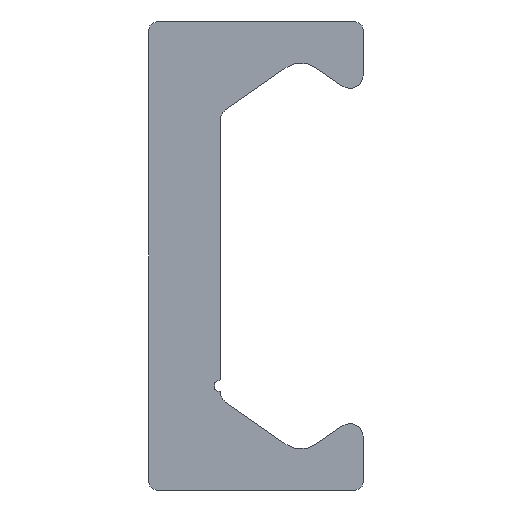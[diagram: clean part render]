
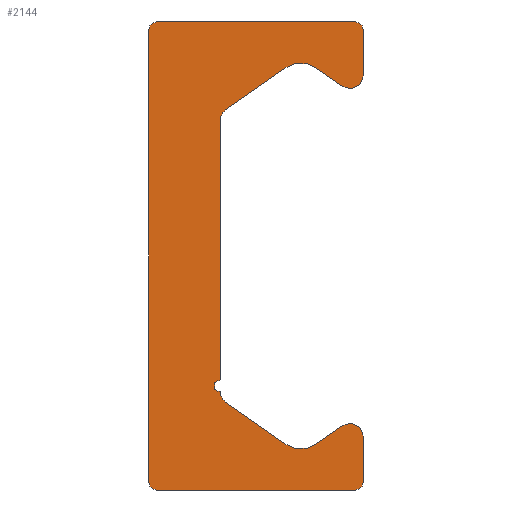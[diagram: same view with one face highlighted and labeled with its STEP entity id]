
A CAD part, left-side view. The second image highlights one B-rep face of the part: STEP entity #2144.
In plain terms, the highlighted planar face has unit normal (-1, 0, 0).
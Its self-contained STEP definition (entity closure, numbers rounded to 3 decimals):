
#1171=CARTESIAN_POINT('',(0.0,1.375,5.214));
#1172=VERTEX_POINT('',#1171);
#1179=CARTESIAN_POINT('',(0.0,1.375,-4.75));
#1180=VERTEX_POINT('',#1179);
#1181=CARTESIAN_POINT('',(0.0,1.375,5.214));
#1182=DIRECTION('',(0.0,0.0,-1.0));
#1183=VECTOR('',#1182,9.964);
#1184=LINE('',#1181,#1183);
#1185=EDGE_CURVE('',#1172,#1180,#1184,.T.);
#1399=CARTESIAN_POINT('',(0.0,3.825,-9.));
#1400=VERTEX_POINT('',#1399);
#1407=CARTESIAN_POINT('',(0.0,4.125,-8.7));
#1408=VERTEX_POINT('',#1407);
#1409=CARTESIAN_POINT('',(0.0,3.825,-8.7));
#1410=DIRECTION('',(1.0,0.0,0.0));
#1411=DIRECTION('',(0.0,0.0,-1.0));
#1412=AXIS2_PLACEMENT_3D('',#1409,#1410,#1411);
#1413=CIRCLE('',#1412,0.3);
#1414=EDGE_CURVE('',#1400,#1408,#1413,.T.);
#1438=CARTESIAN_POINT('',(0.0,-3.825,-9.));
#1439=VERTEX_POINT('',#1438);
#1446=CARTESIAN_POINT('',(0.0,-3.825,-9.));
#1447=DIRECTION('',(0.0,1.0,0.0));
#1448=VECTOR('',#1447,7.65);
#1449=LINE('',#1446,#1448);
#1450=EDGE_CURVE('',#1439,#1400,#1449,.T.);
#1470=CARTESIAN_POINT('',(0.0,-4.125,-8.7));
#1471=VERTEX_POINT('',#1470);
#1478=CARTESIAN_POINT('',(0.0,-3.825,-8.7));
#1479=DIRECTION('',(1.0,0.0,0.0));
#1480=DIRECTION('',(0.0,-1.0,0.0));
#1481=AXIS2_PLACEMENT_3D('',#1478,#1479,#1480);
#1482=CIRCLE('',#1481,0.3);
#1483=EDGE_CURVE('',#1471,#1439,#1482,.T.);
#1502=CARTESIAN_POINT('',(0.0,-4.125,-6.925));
#1503=VERTEX_POINT('',#1502);
#1510=CARTESIAN_POINT('',(0.0,-4.125,-6.925));
#1511=DIRECTION('',(0.0,0.0,-1.0));
#1512=VECTOR('',#1511,1.775);
#1513=LINE('',#1510,#1512);
#1514=EDGE_CURVE('',#1503,#1471,#1513,.T.);
#1534=CARTESIAN_POINT('',(0.0,-3.338,-6.515));
#1535=VERTEX_POINT('',#1534);
#1542=CARTESIAN_POINT('',(0.0,-3.625,-6.925));
#1543=DIRECTION('',(1.0,0.0,0.0));
#1544=DIRECTION('',(0.0,0.574,0.819));
#1545=AXIS2_PLACEMENT_3D('',#1542,#1543,#1544);
#1546=CIRCLE('',#1545,0.5);
#1547=EDGE_CURVE('',#1535,#1503,#1546,.T.);
#1566=CARTESIAN_POINT('',(0.0,-2.299,-7.243));
#1567=VERTEX_POINT('',#1566);
#1574=CARTESIAN_POINT('',(0.0,-2.299,-7.243));
#1575=DIRECTION('',(0.0,-0.819,0.574));
#1576=VECTOR('',#1575,1.269);
#1577=LINE('',#1574,#1576);
#1578=EDGE_CURVE('',#1567,#1535,#1577,.T.);
#1598=CARTESIAN_POINT('',(0.0,-1.151,-7.243));
#1599=VERTEX_POINT('',#1598);
#1606=CARTESIAN_POINT('',(0.0,-1.725,-6.424));
#1607=DIRECTION('',(-1.0,0.0,0.0));
#1608=DIRECTION('',(0.0,0.574,0.819));
#1609=AXIS2_PLACEMENT_3D('',#1606,#1607,#1608);
#1610=CIRCLE('',#1609,1.0);
#1611=EDGE_CURVE('',#1599,#1567,#1610,.T.);
#1630=CARTESIAN_POINT('',(0.0,1.162,-5.624));
#1631=VERTEX_POINT('',#1630);
#1638=CARTESIAN_POINT('',(0.0,1.162,-5.624));
#1639=DIRECTION('',(0.0,-0.819,-0.574));
#1640=VECTOR('',#1639,2.824);
#1641=LINE('',#1638,#1640);
#1642=EDGE_CURVE('',#1631,#1599,#1641,.T.);
#1662=CARTESIAN_POINT('',(0.0,1.375,-5.214));
#1663=VERTEX_POINT('',#1662);
#1670=CARTESIAN_POINT('',(0.0,0.875,-5.214));
#1671=DIRECTION('',(-1.0,0.0,0.0));
#1672=DIRECTION('',(0.0,-0.574,0.819));
#1673=AXIS2_PLACEMENT_3D('',#1670,#1671,#1672);
#1674=CIRCLE('',#1673,0.5);
#1675=EDGE_CURVE('',#1663,#1631,#1674,.T.);
#1694=CARTESIAN_POINT('',(0.0,1.375,-5.25));
#1695=VERTEX_POINT('',#1694);
#1702=CARTESIAN_POINT('',(0.0,1.375,-5.25));
#1703=DIRECTION('',(0.0,0.0,1.0));
#1704=VECTOR('',#1703,0.036);
#1705=LINE('',#1702,#1704);
#1706=EDGE_CURVE('',#1695,#1663,#1705,.T.);
#1742=CARTESIAN_POINT('',(0.0,1.375,-5.0));
#1743=DIRECTION('',(-1.0,0.0,0.0));
#1744=DIRECTION('',(0.0,0.0,1.0));
#1745=AXIS2_PLACEMENT_3D('',#1742,#1743,#1744);
#1746=CIRCLE('',#1745,0.25);
#1747=EDGE_CURVE('',#1180,#1695,#1746,.T.);
#1767=CARTESIAN_POINT('',(0.0,1.162,5.624));
#1768=VERTEX_POINT('',#1767);
#1775=CARTESIAN_POINT('',(0.0,0.875,5.214));
#1776=DIRECTION('',(-1.0,0.0,0.0));
#1777=DIRECTION('',(0.0,-1.0,0.0));
#1778=AXIS2_PLACEMENT_3D('',#1775,#1776,#1777);
#1779=CIRCLE('',#1778,0.5);
#1780=EDGE_CURVE('',#1768,#1172,#1779,.T.);
#1799=CARTESIAN_POINT('',(0.0,-1.151,7.243));
#1800=VERTEX_POINT('',#1799);
#1807=CARTESIAN_POINT('',(0.0,-1.151,7.243));
#1808=DIRECTION('',(0.0,0.819,-0.574));
#1809=VECTOR('',#1808,2.824);
#1810=LINE('',#1807,#1809);
#1811=EDGE_CURVE('',#1800,#1768,#1810,.T.);
#1831=CARTESIAN_POINT('',(0.0,-2.299,7.243));
#1832=VERTEX_POINT('',#1831);
#1839=CARTESIAN_POINT('',(0.0,-1.725,6.424));
#1840=DIRECTION('',(-1.0,0.0,0.0));
#1841=DIRECTION('',(0.0,-0.574,-0.819));
#1842=AXIS2_PLACEMENT_3D('',#1839,#1840,#1841);
#1843=CIRCLE('',#1842,1.0);
#1844=EDGE_CURVE('',#1832,#1800,#1843,.T.);
#1863=CARTESIAN_POINT('',(0.0,-3.338,6.515));
#1864=VERTEX_POINT('',#1863);
#1871=CARTESIAN_POINT('',(0.0,-3.338,6.515));
#1872=DIRECTION('',(0.0,0.819,0.574));
#1873=VECTOR('',#1872,1.269);
#1874=LINE('',#1871,#1873);
#1875=EDGE_CURVE('',#1864,#1832,#1874,.T.);
#1895=CARTESIAN_POINT('',(0.0,-4.125,6.925));
#1896=VERTEX_POINT('',#1895);
#1903=CARTESIAN_POINT('',(0.0,-3.625,6.925));
#1904=DIRECTION('',(1.0,0.0,0.0));
#1905=DIRECTION('',(0.0,-1.0,0.0));
#1906=AXIS2_PLACEMENT_3D('',#1903,#1904,#1905);
#1907=CIRCLE('',#1906,0.5);
#1908=EDGE_CURVE('',#1896,#1864,#1907,.T.);
#1927=CARTESIAN_POINT('',(0.0,-4.125,8.7));
#1928=VERTEX_POINT('',#1927);
#1935=CARTESIAN_POINT('',(0.0,-4.125,8.7));
#1936=DIRECTION('',(0.0,0.0,-1.0));
#1937=VECTOR('',#1936,1.775);
#1938=LINE('',#1935,#1937);
#1939=EDGE_CURVE('',#1928,#1896,#1938,.T.);
#1959=CARTESIAN_POINT('',(0.0,-3.825,9.));
#1960=VERTEX_POINT('',#1959);
#1967=CARTESIAN_POINT('',(0.0,-3.825,8.7));
#1968=DIRECTION('',(1.0,0.0,0.0));
#1969=DIRECTION('',(0.0,0.0,1.0));
#1970=AXIS2_PLACEMENT_3D('',#1967,#1968,#1969);
#1971=CIRCLE('',#1970,0.3);
#1972=EDGE_CURVE('',#1960,#1928,#1971,.T.);
#1991=CARTESIAN_POINT('',(0.0,3.825,9.));
#1992=VERTEX_POINT('',#1991);
#1999=CARTESIAN_POINT('',(0.0,3.825,9.));
#2000=DIRECTION('',(0.0,-1.0,0.0));
#2001=VECTOR('',#2000,7.65);
#2002=LINE('',#1999,#2001);
#2003=EDGE_CURVE('',#1992,#1960,#2002,.T.);
#2023=CARTESIAN_POINT('',(0.0,4.125,8.7));
#2024=VERTEX_POINT('',#2023);
#2031=CARTESIAN_POINT('',(0.0,3.825,8.7));
#2032=DIRECTION('',(1.0,0.0,0.0));
#2033=DIRECTION('',(0.0,1.0,0.0));
#2034=AXIS2_PLACEMENT_3D('',#2031,#2032,#2033);
#2035=CIRCLE('',#2034,0.3);
#2036=EDGE_CURVE('',#2024,#1992,#2035,.T.);
#2054=CARTESIAN_POINT('',(0.0,4.125,-8.7));
#2055=DIRECTION('',(0.0,0.0,1.0));
#2056=VECTOR('',#2055,17.4);
#2057=LINE('',#2054,#2056);
#2058=EDGE_CURVE('',#1408,#2024,#2057,.T.);
#2115=CARTESIAN_POINT('',(0.0,0.856,-0.029));
#2116=DIRECTION('',(1.0,0.0,0.0));
#2117=DIRECTION('',(0.0,0.0,-1.0));
#2118=AXIS2_PLACEMENT_3D('',#2115,#2116,#2117);
#2119=PLANE('',#2118);
#2120=ORIENTED_EDGE('',*,*,#2058,.F.);
#2121=ORIENTED_EDGE('',*,*,#1414,.F.);
#2122=ORIENTED_EDGE('',*,*,#1450,.F.);
#2123=ORIENTED_EDGE('',*,*,#1483,.F.);
#2124=ORIENTED_EDGE('',*,*,#1514,.F.);
#2125=ORIENTED_EDGE('',*,*,#1547,.F.);
#2126=ORIENTED_EDGE('',*,*,#1578,.F.);
#2127=ORIENTED_EDGE('',*,*,#1611,.F.);
#2128=ORIENTED_EDGE('',*,*,#1642,.F.);
#2129=ORIENTED_EDGE('',*,*,#1675,.F.);
#2130=ORIENTED_EDGE('',*,*,#1706,.F.);
#2131=ORIENTED_EDGE('',*,*,#1747,.F.);
#2132=ORIENTED_EDGE('',*,*,#1185,.F.);
#2133=ORIENTED_EDGE('',*,*,#1780,.F.);
#2134=ORIENTED_EDGE('',*,*,#1811,.F.);
#2135=ORIENTED_EDGE('',*,*,#1844,.F.);
#2136=ORIENTED_EDGE('',*,*,#1875,.F.);
#2137=ORIENTED_EDGE('',*,*,#1908,.F.);
#2138=ORIENTED_EDGE('',*,*,#1939,.F.);
#2139=ORIENTED_EDGE('',*,*,#1972,.F.);
#2140=ORIENTED_EDGE('',*,*,#2003,.F.);
#2141=ORIENTED_EDGE('',*,*,#2036,.F.);
#2142=EDGE_LOOP('',(#2120,#2121,#2122,#2123,#2124,#2125,#2126,#2127,#2128,#2129,#2130,#2131,#2132,#2133,#2134,#2135,#2136,#2137,#2138,#2139,#2140,#2141));
#2143=FACE_OUTER_BOUND('',#2142,.T.);
#2144=ADVANCED_FACE('',(#2143),#2119,.F.);
